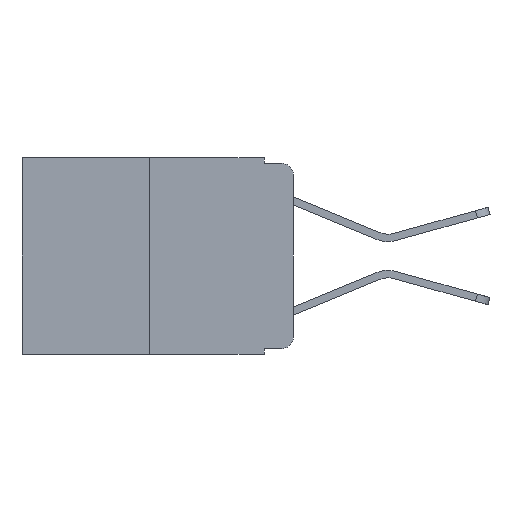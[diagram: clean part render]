
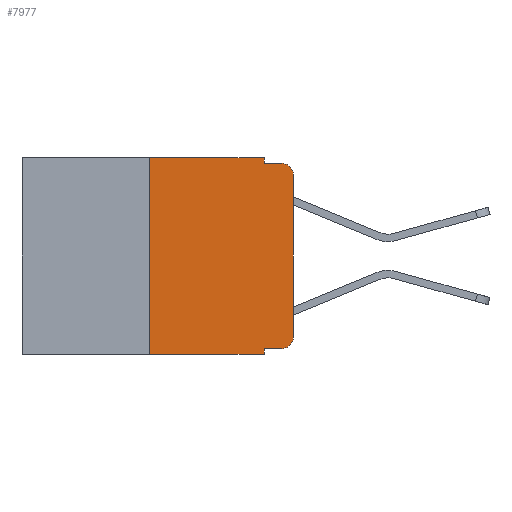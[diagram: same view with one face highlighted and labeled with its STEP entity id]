
A CAD part, left-side view. The second image highlights one B-rep face of the part: STEP entity #7977.
In plain terms, the highlighted planar face has unit normal (-1, 0, 0).
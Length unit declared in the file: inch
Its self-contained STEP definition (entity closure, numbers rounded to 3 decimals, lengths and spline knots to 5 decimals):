
#50 = VERTEX_POINT ( 'NONE', #8278 ) ;
#70 = ORIENTED_EDGE ( 'NONE', *, *, #4458, .F. ) ;
#140 = VERTEX_POINT ( 'NONE', #9990 ) ;
#141 = DIRECTION ( 'NONE',  ( 0., 0., -1. ) ) ;
#173 = DIRECTION ( 'NONE',  ( 0., -1., 0. ) ) ;
#473 = EDGE_CURVE ( 'NONE', #7383, #8294, #4077, .T. ) ;
#518 = CARTESIAN_POINT ( 'NONE',  ( 0., 0.473, -0.343 ) ) ;
#1207 = EDGE_CURVE ( 'NONE', #9631, #3767, #8309, .T. ) ;
#1637 = VECTOR ( 'NONE', #2527, 39.37008 ) ;
#1666 = VECTOR ( 'NONE', #6665, 39.37008 ) ;
#1686 = EDGE_LOOP ( 'NONE', ( #4637, #8481, #9746, #70, #7815, #7229, #4506, #6381, #3539, #6533 ) ) ;
#1884 = VECTOR ( 'NONE', #2935, 39.37008 ) ;
#2126 = DIRECTION ( 'NONE',  ( 0., 0., -1. ) ) ;
#2317 = VECTOR ( 'NONE', #6896, 39.37008 ) ;
#2512 = EDGE_CURVE ( 'NONE', #3482, #50, #8999, .T. ) ;
#2525 = EDGE_CURVE ( 'NONE', #140, #3767, #2904, .T. ) ;
#2527 = DIRECTION ( 'NONE',  ( 0., 0., 1. ) ) ;
#2679 = VERTEX_POINT ( 'NONE', #5011 ) ;
#2904 = LINE ( 'NONE', #518, #1884 ) ;
#2935 = DIRECTION ( 'NONE',  ( 0., -1., 0. ) ) ;
#3099 = PLANE ( 'NONE',  #5735 ) ;
#3266 = VERTEX_POINT ( 'NONE', #4002 ) ;
#3268 = CARTESIAN_POINT ( 'NONE',  ( 0., 0.051, 0. ) ) ;
#3434 = VECTOR ( 'NONE', #141, 39.37008 ) ;
#3482 = VERTEX_POINT ( 'NONE', #5042 ) ;
#3488 = DIRECTION ( 'NONE',  ( 0., 0., 1. ) ) ;
#3539 = ORIENTED_EDGE ( 'NONE', *, *, #4042, .T. ) ;
#3767 = VERTEX_POINT ( 'NONE', #7212 ) ;
#3885 = CARTESIAN_POINT ( 'NONE',  ( 0., 0.473, 0. ) ) ;
#3899 = EDGE_CURVE ( 'NONE', #2679, #8294, #9156, .T. ) ;
#3962 = CARTESIAN_POINT ( 'NONE',  ( 0., 0.02, -0.03 ) ) ;
#3993 = DIRECTION ( 'NONE',  ( -1., 0., 0. ) ) ;
#4002 = CARTESIAN_POINT ( 'NONE',  ( 0., 0.25, 0. ) ) ;
#4042 = EDGE_CURVE ( 'NONE', #9631, #3482, #5312, .T. ) ;
#4077 = CIRCLE ( 'NONE', #6215, 0.02 ) ;
#4200 = CARTESIAN_POINT ( 'NONE',  ( 0., 0.473, 0. ) ) ;
#4458 = EDGE_CURVE ( 'NONE', #6608, #2679, #10010, .T. ) ;
#4506 = ORIENTED_EDGE ( 'NONE', *, *, #2525, .T. ) ;
#4637 = ORIENTED_EDGE ( 'NONE', *, *, #6769, .T. ) ;
#4737 = DIRECTION ( 'NONE',  ( 1., 0., 0. ) ) ;
#5011 = CARTESIAN_POINT ( 'NONE',  ( 0., 0.051, -0.01 ) ) ;
#5042 = CARTESIAN_POINT ( 'NONE',  ( 0., 0.02, -0.333 ) ) ;
#5264 = VECTOR ( 'NONE', #3488, 39.37008 ) ;
#5312 = LINE ( 'NONE', #9330, #2317 ) ;
#5381 = VECTOR ( 'NONE', #173, 39.37008 ) ;
#5653 = CARTESIAN_POINT ( 'NONE',  ( 0., 0., 0. ) ) ;
#5735 = AXIS2_PLACEMENT_3D ( 'NONE', #3885, #4737, #6316 ) ;
#6112 = CARTESIAN_POINT ( 'NONE',  ( 0., 0.02, -0.313 ) ) ;
#6215 = AXIS2_PLACEMENT_3D ( 'NONE', #3962, #3993, #9588 ) ;
#6316 = DIRECTION ( 'NONE',  ( 0., 0., -1. ) ) ;
#6381 = ORIENTED_EDGE ( 'NONE', *, *, #1207, .F. ) ;
#6533 = ORIENTED_EDGE ( 'NONE', *, *, #2512, .T. ) ;
#6568 = VECTOR ( 'NONE', #7419, 39.37008 ) ;
#6608 = VERTEX_POINT ( 'NONE', #6917 ) ;
#6665 = DIRECTION ( 'NONE',  ( 0., 0., -1. ) ) ;
#6754 = LINE ( 'NONE', #5653, #1637 ) ;
#6769 = EDGE_CURVE ( 'NONE', #50, #7383, #6754, .T. ) ;
#6817 = CARTESIAN_POINT ( 'NONE',  ( 0., 0.02, -0.01 ) ) ;
#6887 = LINE ( 'NONE', #4200, #5381 ) ;
#6896 = DIRECTION ( 'NONE',  ( 0., -1., 0. ) ) ;
#6917 = CARTESIAN_POINT ( 'NONE',  ( 0., 0.051, 0. ) ) ;
#6958 = EDGE_CURVE ( 'NONE', #140, #3266, #8023, .T. ) ;
#7005 = EDGE_CURVE ( 'NONE', #3266, #6608, #6887, .T. ) ;
#7140 = CARTESIAN_POINT ( 'NONE',  ( 0., 0., -0.03 ) ) ;
#7212 = CARTESIAN_POINT ( 'NONE',  ( 0., 0.051, -0.343 ) ) ;
#7229 = ORIENTED_EDGE ( 'NONE', *, *, #6958, .F. ) ;
#7383 = VERTEX_POINT ( 'NONE', #7140 ) ;
#7419 = DIRECTION ( 'NONE',  ( 0., -1., 0. ) ) ;
#7815 = ORIENTED_EDGE ( 'NONE', *, *, #7005, .F. ) ;
#7977 = ADVANCED_FACE ( 'NONE', ( #8007 ), #3099, .F. ) ;
#8007 = FACE_OUTER_BOUND ( 'NONE', #1686, .T. ) ;
#8023 = LINE ( 'NONE', #8258, #5264 ) ;
#8258 = CARTESIAN_POINT ( 'NONE',  ( 0., 0.25, 0. ) ) ;
#8278 = CARTESIAN_POINT ( 'NONE',  ( 0., 0., -0.313 ) ) ;
#8294 = VERTEX_POINT ( 'NONE', #6817 ) ;
#8309 = LINE ( 'NONE', #3268, #1666 ) ;
#8481 = ORIENTED_EDGE ( 'NONE', *, *, #473, .T. ) ;
#8506 = DIRECTION ( 'NONE',  ( -1., 0., 0. ) ) ;
#8903 = CARTESIAN_POINT ( 'NONE',  ( 0., 0.051, -0.01 ) ) ;
#8999 = CIRCLE ( 'NONE', #9456, 0.02 ) ;
#9156 = LINE ( 'NONE', #8903, #6568 ) ;
#9330 = CARTESIAN_POINT ( 'NONE',  ( 0., 0.051, -0.333 ) ) ;
#9456 = AXIS2_PLACEMENT_3D ( 'NONE', #6112, #8506, #2126 ) ;
#9588 = DIRECTION ( 'NONE',  ( 0., 0., -1. ) ) ;
#9631 = VERTEX_POINT ( 'NONE', #10214 ) ;
#9746 = ORIENTED_EDGE ( 'NONE', *, *, #3899, .F. ) ;
#9754 = CARTESIAN_POINT ( 'NONE',  ( 0., 0.051, 0. ) ) ;
#9990 = CARTESIAN_POINT ( 'NONE',  ( 0., 0.25, -0.343 ) ) ;
#10010 = LINE ( 'NONE', #9754, #3434 ) ;
#10214 = CARTESIAN_POINT ( 'NONE',  ( 0., 0.051, -0.333 ) ) ;
